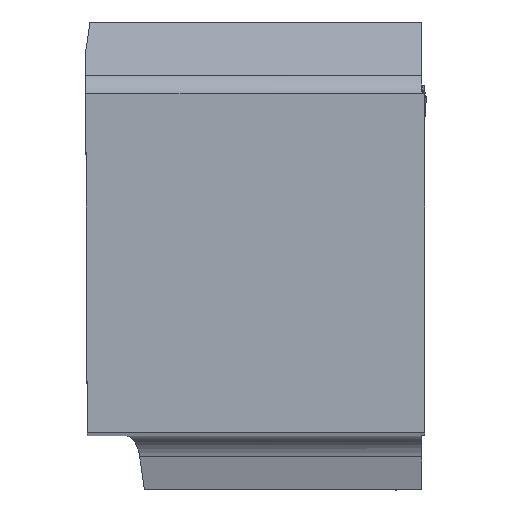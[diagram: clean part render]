
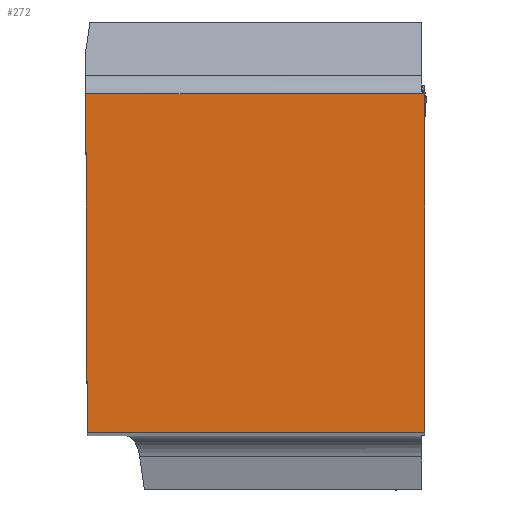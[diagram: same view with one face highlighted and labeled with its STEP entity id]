
A CAD part, top view. The second image highlights one B-rep face of the part: STEP entity #272.
In plain terms, the highlighted planar face has unit normal (0, 0, 1).
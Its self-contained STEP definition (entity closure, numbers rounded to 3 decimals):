
#272=ADVANCED_FACE('CU_BACK_SU1',(#400),#356,.F.);
#356=PLANE('',#1931);
#400=FACE_OUTER_BOUND('',#487,.T.);
#487=EDGE_LOOP('',(#676,#677,#678,#679));
#676=ORIENTED_EDGE('',*,*,#1245,.T.);
#677=ORIENTED_EDGE('',*,*,#1304,.T.);
#678=ORIENTED_EDGE('',*,*,#1305,.T.);
#679=ORIENTED_EDGE('',*,*,#1219,.F.);
#1057=VERTEX_POINT('',#2567);
#1058=VERTEX_POINT('',#2569);
#1077=VERTEX_POINT('',#2619);
#1126=VERTEX_POINT('',#2773);
#1219=EDGE_CURVE('',#1057,#1058,#1464,.T.);
#1245=EDGE_CURVE('',#1057,#1077,#1483,.T.);
#1304=EDGE_CURVE('',#1077,#1126,#1516,.T.);
#1305=EDGE_CURVE('',#1126,#1058,#1517,.T.);
#1464=LINE('',#2568,#1612);
#1483=LINE('',#2620,#1631);
#1516=LINE('',#2772,#1664);
#1517=LINE('',#2774,#1665);
#1612=VECTOR('',#2070,1.);
#1631=VECTOR('',#2115,1.);
#1664=VECTOR('',#2204,1.);
#1665=VECTOR('',#2205,1.);
#1931=AXIS2_PLACEMENT_3D('',#2775,#2206,#2207);
#2070=DIRECTION('',(-0.004,1.,0.));
#2115=DIRECTION('',(1.,0.,0.));
#2204=DIRECTION('',(0.,1.,0.));
#2205=DIRECTION('',(-1.,0.,0.));
#2206=DIRECTION('',(0.,0.,-1.));
#2207=DIRECTION('',(-1.,0.,0.));
#2567=CARTESIAN_POINT('',(0.083,0.,0.));
#2568=CARTESIAN_POINT('',(-0.086,38.766,0.));
#2569=CARTESIAN_POINT('',(0.,18.95,0.));
#2619=CARTESIAN_POINT('',(18.95,0.,0.));
#2620=CARTESIAN_POINT('',(42.008,0.,0.));
#2772=CARTESIAN_POINT('',(18.95,38.95,0.));
#2773=CARTESIAN_POINT('',(18.95,18.95,0.));
#2774=CARTESIAN_POINT('',(42.008,18.95,0.));
#2775=CARTESIAN_POINT('',(42.008,38.95,0.));
